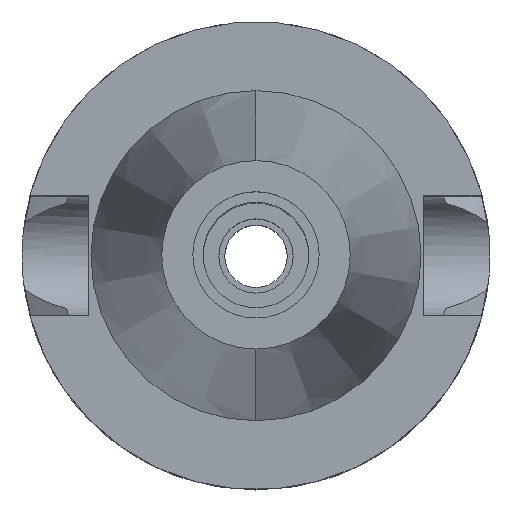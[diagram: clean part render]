
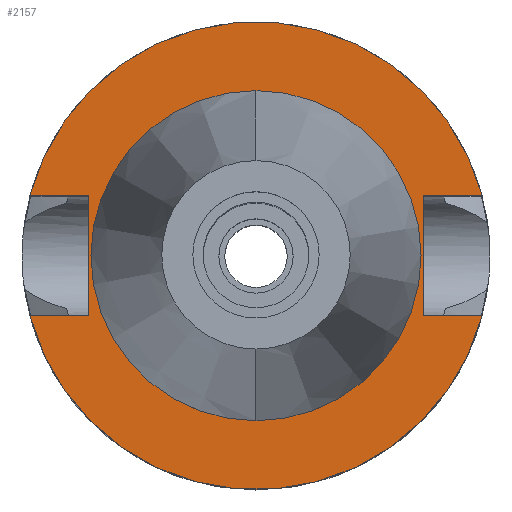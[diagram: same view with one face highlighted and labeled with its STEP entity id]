
A CAD part, top view. The second image highlights one B-rep face of the part: STEP entity #2157.
In plain terms, the highlighted planar face has unit normal (0, 0, 1).
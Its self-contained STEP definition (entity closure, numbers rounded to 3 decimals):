
#88 = VECTOR ( 'NONE', #232, 1000. ) ;
#115 = DIRECTION ( 'NONE',  ( 0., 1., 0. ) ) ;
#136 = VERTEX_POINT ( 'NONE', #2941 ) ;
#172 = VERTEX_POINT ( 'NONE', #1984 ) ;
#211 = CARTESIAN_POINT ( 'NONE',  ( 22.5, 8.05, -1. ) ) ;
#226 = ORIENTED_EDGE ( 'NONE', *, *, #1230, .F. ) ;
#232 = DIRECTION ( 'NONE',  ( 1., 0., 0. ) ) ;
#280 = ORIENTED_EDGE ( 'NONE', *, *, #309, .T. ) ;
#309 = EDGE_CURVE ( 'NONE', #993, #1637, #1585, .T. ) ;
#407 = EDGE_CURVE ( 'NONE', #741, #2272, #916, .T. ) ;
#446 = VERTEX_POINT ( 'NONE', #1942 ) ;
#484 = PLANE ( 'NONE',  #2975 ) ;
#493 = DIRECTION ( 'NONE',  ( 0., -1., 0. ) ) ;
#518 = EDGE_CURVE ( 'NONE', #446, #2184, #2651, .T. ) ;
#558 = CARTESIAN_POINT ( 'NONE',  ( 0., 22.225, -1. ) ) ;
#573 = DIRECTION ( 'NONE',  ( 0., -1., 0. ) ) ;
#612 = CARTESIAN_POINT ( 'NONE',  ( 30.454, -8.05, -1. ) ) ;
#668 = CARTESIAN_POINT ( 'NONE',  ( -22.5, -8.05, -1. ) ) ;
#712 = CARTESIAN_POINT ( 'NONE',  ( -22.5, -8.05, -1. ) ) ;
#741 = VERTEX_POINT ( 'NONE', #2033 ) ;
#747 = DIRECTION ( 'NONE',  ( 0., 0., 1. ) ) ;
#768 = LINE ( 'NONE', #1574, #2040 ) ;
#810 = VECTOR ( 'NONE', #493, 1000. ) ;
#814 = DIRECTION ( 'NONE',  ( 0., 1., 0. ) ) ;
#837 = VERTEX_POINT ( 'NONE', #612 ) ;
#862 = AXIS2_PLACEMENT_3D ( 'NONE', #2158, #747, #975 ) ;
#877 = ORIENTED_EDGE ( 'NONE', *, *, #1267, .F. ) ;
#887 = DIRECTION ( 'NONE',  ( 1., 0., 0. ) ) ;
#888 = DIRECTION ( 'NONE',  ( -1., 0., 0. ) ) ;
#889 = AXIS2_PLACEMENT_3D ( 'NONE', #2989, #2266, #1731 ) ;
#910 = CARTESIAN_POINT ( 'NONE',  ( -30.454, -8.05, -1. ) ) ;
#916 = CIRCLE ( 'NONE', #862, 22.225 ) ;
#975 = DIRECTION ( 'NONE',  ( 0., -1., 0. ) ) ;
#993 = VERTEX_POINT ( 'NONE', #712 ) ;
#1008 = EDGE_LOOP ( 'NONE', ( #280, #226, #1821, #2936, #1403, #877, #2098, #1996 ) ) ;
#1018 = AXIS2_PLACEMENT_3D ( 'NONE', #1761, #1265, #1292 ) ;
#1073 = EDGE_CURVE ( 'NONE', #446, #2993, #2674, .T. ) ;
#1230 = EDGE_CURVE ( 'NONE', #837, #1637, #1812, .T. ) ;
#1265 = DIRECTION ( 'NONE',  ( 0., 0., -1. ) ) ;
#1267 = EDGE_CURVE ( 'NONE', #136, #2184, #1802, .T. ) ;
#1292 = DIRECTION ( 'NONE',  ( 0., -1., 0. ) ) ;
#1313 = VECTOR ( 'NONE', #888, 1000. ) ;
#1342 = CIRCLE ( 'NONE', #889, 22.225 ) ;
#1345 = VECTOR ( 'NONE', #887, 1000. ) ;
#1403 = ORIENTED_EDGE ( 'NONE', *, *, #518, .T. ) ;
#1412 = AXIS2_PLACEMENT_3D ( 'NONE', #2273, #2012, #814 ) ;
#1458 = CARTESIAN_POINT ( 'NONE',  ( 0., 0., -1. ) ) ;
#1562 = ORIENTED_EDGE ( 'NONE', *, *, #407, .F. ) ;
#1574 = CARTESIAN_POINT ( 'NONE',  ( -22.5, -8.05, -1. ) ) ;
#1585 = LINE ( 'NONE', #668, #1313 ) ;
#1637 = VERTEX_POINT ( 'NONE', #910 ) ;
#1731 = DIRECTION ( 'NONE',  ( 0., 1., 0. ) ) ;
#1761 = CARTESIAN_POINT ( 'NONE',  ( 0., 0., -1. ) ) ;
#1802 = CIRCLE ( 'NONE', #1412, 31.5 ) ;
#1812 = CIRCLE ( 'NONE', #1018, 31.5 ) ;
#1821 = ORIENTED_EDGE ( 'NONE', *, *, #3120, .F. ) ;
#1826 = LINE ( 'NONE', #2087, #1345 ) ;
#1897 = CARTESIAN_POINT ( 'NONE',  ( 22.5, 8.05, -1. ) ) ;
#1910 = FACE_OUTER_BOUND ( 'NONE', #1008, .T. ) ;
#1915 = LINE ( 'NONE', #2886, #2357 ) ;
#1942 = CARTESIAN_POINT ( 'NONE',  ( 22.5, 8.05, -1. ) ) ;
#1984 = CARTESIAN_POINT ( 'NONE',  ( -22.5, 8.05, -1. ) ) ;
#1996 = ORIENTED_EDGE ( 'NONE', *, *, #2713, .F. ) ;
#2012 = DIRECTION ( 'NONE',  ( 0., 0., -1. ) ) ;
#2033 = CARTESIAN_POINT ( 'NONE',  ( 0., -22.225, -1. ) ) ;
#2040 = VECTOR ( 'NONE', #115, 1000. ) ;
#2057 = EDGE_LOOP ( 'NONE', ( #3079, #1562 ) ) ;
#2087 = CARTESIAN_POINT ( 'NONE',  ( 22.5, -8.05, -1. ) ) ;
#2098 = ORIENTED_EDGE ( 'NONE', *, *, #2912, .F. ) ;
#2157 = ADVANCED_FACE ( 'NONE', ( #1910, #2664 ), #484, .F. ) ;
#2158 = CARTESIAN_POINT ( 'NONE',  ( 0., 0., -1. ) ) ;
#2160 = DIRECTION ( 'NONE',  ( -1., 0., 0. ) ) ;
#2184 = VERTEX_POINT ( 'NONE', #2997 ) ;
#2266 = DIRECTION ( 'NONE',  ( 0., 0., 1. ) ) ;
#2272 = VERTEX_POINT ( 'NONE', #558 ) ;
#2273 = CARTESIAN_POINT ( 'NONE',  ( 0., 0., -1. ) ) ;
#2357 = VECTOR ( 'NONE', #2160, 1000. ) ;
#2651 = LINE ( 'NONE', #1897, #88 ) ;
#2664 = FACE_BOUND ( 'NONE', #2057, .T. ) ;
#2674 = LINE ( 'NONE', #211, #810 ) ;
#2705 = DIRECTION ( 'NONE',  ( 0., 0., -1. ) ) ;
#2713 = EDGE_CURVE ( 'NONE', #993, #172, #768, .T. ) ;
#2752 = EDGE_CURVE ( 'NONE', #2272, #741, #1342, .T. ) ;
#2852 = CARTESIAN_POINT ( 'NONE',  ( 22.5, -8.05, -1. ) ) ;
#2886 = CARTESIAN_POINT ( 'NONE',  ( -22.5, 8.05, -1. ) ) ;
#2912 = EDGE_CURVE ( 'NONE', #172, #136, #1915, .T. ) ;
#2936 = ORIENTED_EDGE ( 'NONE', *, *, #1073, .F. ) ;
#2941 = CARTESIAN_POINT ( 'NONE',  ( -30.454, 8.05, -1. ) ) ;
#2975 = AXIS2_PLACEMENT_3D ( 'NONE', #1458, #2705, #573 ) ;
#2989 = CARTESIAN_POINT ( 'NONE',  ( 0., 0., -1. ) ) ;
#2993 = VERTEX_POINT ( 'NONE', #2852 ) ;
#2997 = CARTESIAN_POINT ( 'NONE',  ( 30.454, 8.05, -1. ) ) ;
#3079 = ORIENTED_EDGE ( 'NONE', *, *, #2752, .F. ) ;
#3120 = EDGE_CURVE ( 'NONE', #2993, #837, #1826, .T. ) ;
